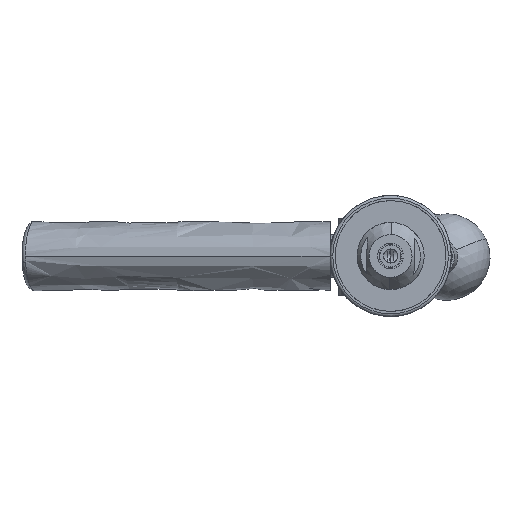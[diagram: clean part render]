
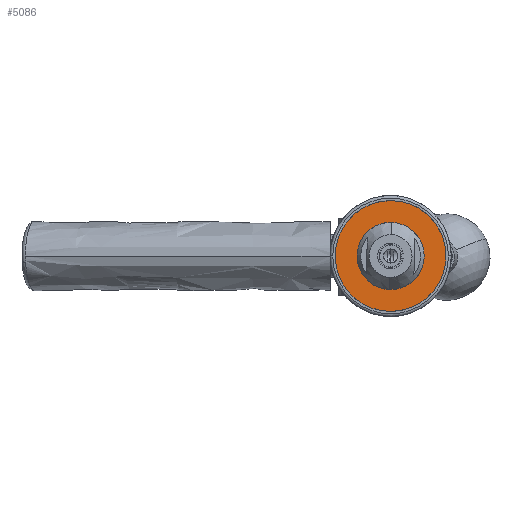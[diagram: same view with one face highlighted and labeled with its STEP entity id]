
A CAD part, left-side view. The second image highlights one B-rep face of the part: STEP entity #5086.
In plain terms, the highlighted planar face has unit normal (-1, 0, 0).
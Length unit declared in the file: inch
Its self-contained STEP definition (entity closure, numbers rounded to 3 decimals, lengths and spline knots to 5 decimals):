
#510 = CARTESIAN_POINT ( 'NONE',  ( -4.364, -0.47806, -0.08177 ) ) ;
#773 = VERTEX_POINT ( 'NONE', #4006 ) ;
#892 = CIRCLE ( 'NONE', #12672, 0.485 ) ;
#1194 = EDGE_CURVE ( 'NONE', #7743, #7932, #4655, .T. ) ;
#1403 = CARTESIAN_POINT ( 'NONE',  ( -4.364, 0., 0. ) ) ;
#2923 = DIRECTION ( 'NONE',  ( 1., 0., 0. ) ) ;
#3237 = DIRECTION ( 'NONE',  ( 0., -0.986, -0.169 ) ) ;
#4006 = CARTESIAN_POINT ( 'NONE',  ( -4.364, 0.78855, 0.13487 ) ) ;
#4193 = DIRECTION ( 'NONE',  ( 1., 0., 0. ) ) ;
#4415 = DIRECTION ( 'NONE',  ( 1., 0., 0. ) ) ;
#4434 = EDGE_CURVE ( 'NONE', #773, #5755, #5745, .T. ) ;
#4463 = DIRECTION ( 'NONE',  ( 0., -0.986, -0.169 ) ) ;
#4655 = CIRCLE ( 'NONE', #16421, 0.485 ) ;
#4722 = EDGE_CURVE ( 'NONE', #5755, #773, #7176, .T. ) ;
#5054 = EDGE_CURVE ( 'NONE', #7932, #7743, #892, .T. ) ;
#5070 = ORIENTED_EDGE ( 'NONE', *, *, #1194, .T. ) ;
#5086 = ADVANCED_FACE ( 'NONE', ( #6428, #13616 ), #10926, .F. ) ;
#5352 = CARTESIAN_POINT ( 'NONE',  ( -4.364, 0., 0. ) ) ;
#5745 = CIRCLE ( 'NONE', #12352, 0.8 ) ;
#5755 = VERTEX_POINT ( 'NONE', #14776 ) ;
#6128 = EDGE_LOOP ( 'NONE', ( #9341, #6346 ) ) ;
#6346 = ORIENTED_EDGE ( 'NONE', *, *, #4722, .F. ) ;
#6428 = FACE_OUTER_BOUND ( 'NONE', #6128, .T. ) ;
#6853 = CARTESIAN_POINT ( 'NONE',  ( -4.364, 0., 0. ) ) ;
#7176 = CIRCLE ( 'NONE', #16942, 0.8 ) ;
#7743 = VERTEX_POINT ( 'NONE', #510 ) ;
#7932 = VERTEX_POINT ( 'NONE', #14506 ) ;
#8382 = DIRECTION ( 'NONE',  ( 0., -0.986, -0.169 ) ) ;
#9341 = ORIENTED_EDGE ( 'NONE', *, *, #4434, .F. ) ;
#9531 = ORIENTED_EDGE ( 'NONE', *, *, #5054, .T. ) ;
#10926 = PLANE ( 'NONE',  #17547 ) ;
#12352 = AXIS2_PLACEMENT_3D ( 'NONE', #1403, #2923, #8382 ) ;
#12672 = AXIS2_PLACEMENT_3D ( 'NONE', #5352, #17574, #13523 ) ;
#12771 = DIRECTION ( 'NONE',  ( 1., 0., 0. ) ) ;
#13270 = EDGE_LOOP ( 'NONE', ( #5070, #9531 ) ) ;
#13523 = DIRECTION ( 'NONE',  ( 0., -0.986, -0.169 ) ) ;
#13616 = FACE_BOUND ( 'NONE', #13270, .T. ) ;
#14506 = CARTESIAN_POINT ( 'NONE',  ( -4.364, 0.47806, 0.08177 ) ) ;
#14776 = CARTESIAN_POINT ( 'NONE',  ( -4.364, -0.78855, -0.13487 ) ) ;
#15266 = CARTESIAN_POINT ( 'NONE',  ( -4.364, 0., 0. ) ) ;
#16421 = AXIS2_PLACEMENT_3D ( 'NONE', #17411, #12771, #3237 ) ;
#16631 = DIRECTION ( 'NONE',  ( 0., -0.986, -0.169 ) ) ;
#16942 = AXIS2_PLACEMENT_3D ( 'NONE', #15266, #4415, #16631 ) ;
#17411 = CARTESIAN_POINT ( 'NONE',  ( -4.364, 0., 0. ) ) ;
#17547 = AXIS2_PLACEMENT_3D ( 'NONE', #6853, #4193, #4463 ) ;
#17574 = DIRECTION ( 'NONE',  ( 1., 0., 0. ) ) ;
